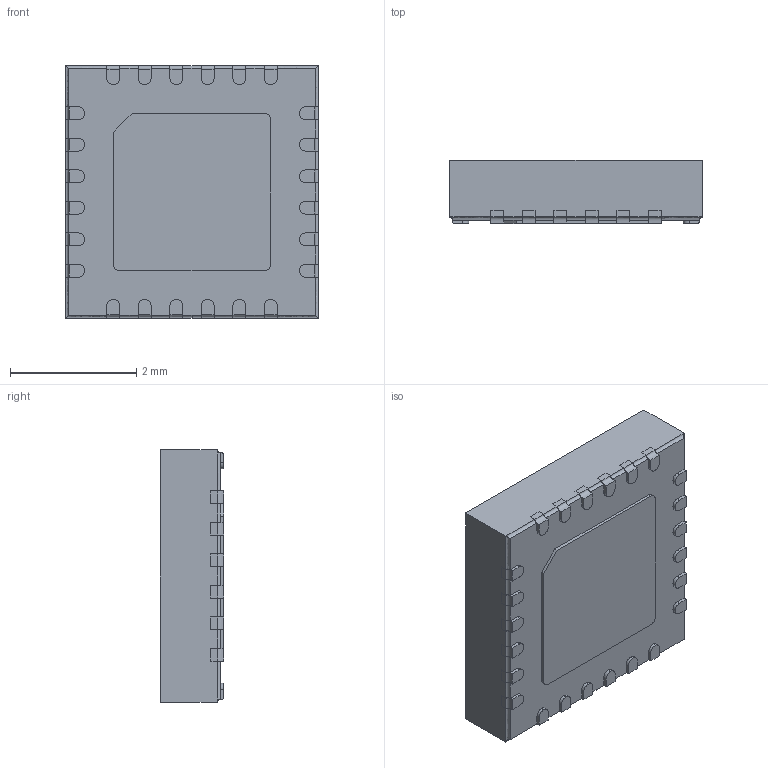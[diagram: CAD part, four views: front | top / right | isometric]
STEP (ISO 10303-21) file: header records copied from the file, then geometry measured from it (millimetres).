
FILE_DESCRIPTION (( 'STEP AP214' ), '1' );
FILE_NAME ('STUSB1702YQTR.STEP', '2018-10-31T12:44:50', ( '' ), ( '' ), 'SwSTEP 2.0', 'SolidWorks 2017', '' );
FILE_SCHEMA (( 'AUTOMOTIVE_DESIGN' ));
Length unit declared in the file: millimetre
Products named in the file (1): STUSB1702YQTR
Bounding box: 4 x 1 x 4 mm (x, y, z)
Volume: 15.5 mm3; surface area: 71.8 mm2
Topology: 27 solids, 27 shells, 337 faces, 839 edges, 558 vertices
Faces by surface type: plane 214, cylinder 70, bspline 53
Entity records: 10570 total; most frequent: CARTESIAN_POINT 2457, ORIENTED_EDGE 1678, DIRECTION 1448, EDGE_CURVE 839, VECTOR 598, LINE 598, VERTEX_POINT 558, AXIS2_PLACEMENT_3D 425
